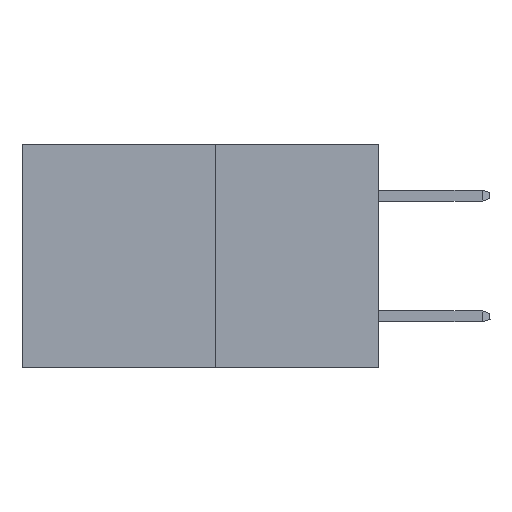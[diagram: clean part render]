
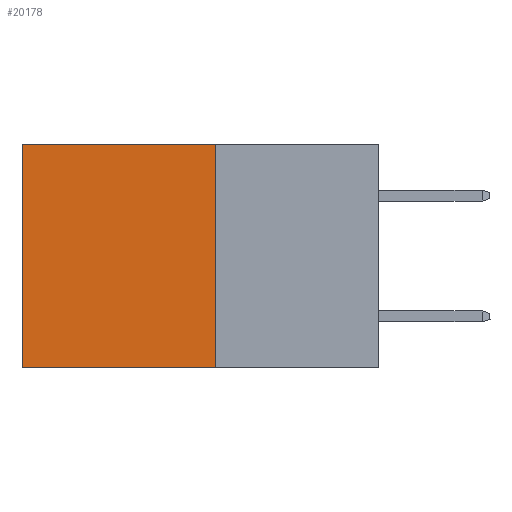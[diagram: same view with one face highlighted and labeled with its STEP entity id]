
A CAD part, left-side view. The second image highlights one B-rep face of the part: STEP entity #20178.
In plain terms, the highlighted planar face has unit normal (-1, 0, 0).
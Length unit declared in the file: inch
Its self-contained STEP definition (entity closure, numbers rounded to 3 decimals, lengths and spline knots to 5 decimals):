
#1768 = CARTESIAN_POINT ( 'NONE',  ( 0.277, 0.59, -0.37 ) ) ;
#1769 = VECTOR ( 'NONE', #6167, 39.37008 ) ;
#2762 = PLANE ( 'NONE',  #22529 ) ;
#3071 = CARTESIAN_POINT ( 'NONE',  ( 0.277, 0.27, 0. ) ) ;
#3297 = CARTESIAN_POINT ( 'NONE',  ( 0.277, 0.59, -0.37 ) ) ;
#4556 = DIRECTION ( 'NONE',  ( 1., 0., 0. ) ) ;
#5497 = EDGE_CURVE ( 'NONE', #16079, #21655, #15668, .T. ) ;
#5565 = LINE ( 'NONE', #3071, #15197 ) ;
#6167 = DIRECTION ( 'NONE',  ( 0., 1., 0. ) ) ;
#6196 = ORIENTED_EDGE ( 'NONE', *, *, #5497, .F. ) ;
#6774 = FACE_OUTER_BOUND ( 'NONE', #7838, .T. ) ;
#6891 = VERTEX_POINT ( 'NONE', #3297 ) ;
#7838 = EDGE_LOOP ( 'NONE', ( #16059, #17771, #6196, #17970 ) ) ;
#10979 = EDGE_CURVE ( 'NONE', #21655, #6891, #15609, .T. ) ;
#12373 = EDGE_CURVE ( 'NONE', #14443, #6891, #19237, .T. ) ;
#13322 = CARTESIAN_POINT ( 'NONE',  ( 0.277, 0.27, 0. ) ) ;
#14443 = VERTEX_POINT ( 'NONE', #14635 ) ;
#14635 = CARTESIAN_POINT ( 'NONE',  ( 0.277, 0.59, 0. ) ) ;
#15197 = VECTOR ( 'NONE', #15712, 39.37008 ) ;
#15415 = VECTOR ( 'NONE', #20208, 39.37008 ) ;
#15609 = LINE ( 'NONE', #18864, #1769 ) ;
#15668 = LINE ( 'NONE', #18405, #15415 ) ;
#15712 = DIRECTION ( 'NONE',  ( 0., 1., 0. ) ) ;
#16059 = ORIENTED_EDGE ( 'NONE', *, *, #12373, .T. ) ;
#16079 = VERTEX_POINT ( 'NONE', #13322 ) ;
#17237 = DIRECTION ( 'NONE',  ( 0., 0., -1. ) ) ;
#17771 = ORIENTED_EDGE ( 'NONE', *, *, #10979, .F. ) ;
#17970 = ORIENTED_EDGE ( 'NONE', *, *, #21678, .T. ) ;
#18055 = DIRECTION ( 'NONE',  ( 0., 0., -1. ) ) ;
#18405 = CARTESIAN_POINT ( 'NONE',  ( 0.277, 0.27, -0.37 ) ) ;
#18654 = VECTOR ( 'NONE', #18055, 39.37008 ) ;
#18864 = CARTESIAN_POINT ( 'NONE',  ( 0.277, 0.27, -0.37 ) ) ;
#19237 = LINE ( 'NONE', #1768, #18654 ) ;
#19281 = CARTESIAN_POINT ( 'NONE',  ( 0.277, 0.27, -0.37 ) ) ;
#20178 = ADVANCED_FACE ( 'NONE', ( #6774 ), #2762, .F. ) ;
#20208 = DIRECTION ( 'NONE',  ( 0., 0., -1. ) ) ;
#20781 = CARTESIAN_POINT ( 'NONE',  ( 0.277, 0.27, -0.37 ) ) ;
#21655 = VERTEX_POINT ( 'NONE', #19281 ) ;
#21678 = EDGE_CURVE ( 'NONE', #16079, #14443, #5565, .T. ) ;
#22529 = AXIS2_PLACEMENT_3D ( 'NONE', #20781, #4556, #17237 ) ;
